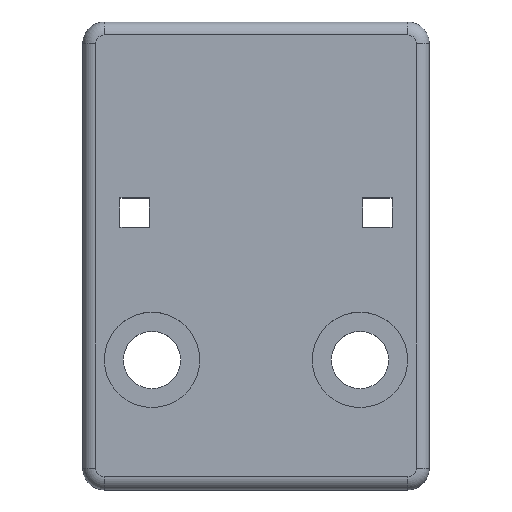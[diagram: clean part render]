
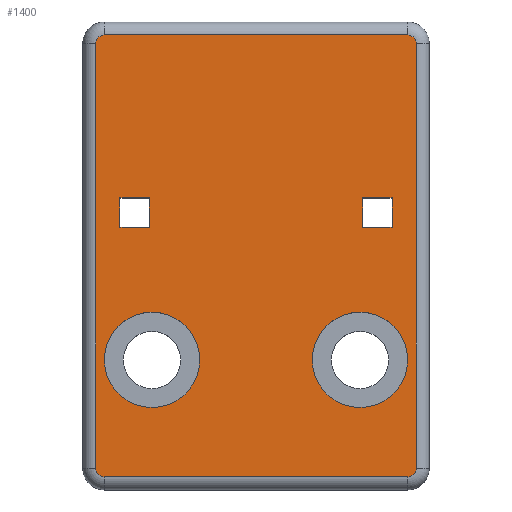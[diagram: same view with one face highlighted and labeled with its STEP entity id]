
A CAD part, top view. The second image highlights one B-rep face of the part: STEP entity #1400.
In plain terms, the highlighted planar face has unit normal (0, 0, 1).
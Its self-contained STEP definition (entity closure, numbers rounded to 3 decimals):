
#1 = EDGE_CURVE ( 'NONE', #3, #7, #648, .T. ) ;
#2 = ORIENTED_EDGE ( 'NONE', *, *, #22, .F. ) ;
#3 = VERTEX_POINT ( 'NONE', #669 ) ;
#4 = ORIENTED_EDGE ( 'NONE', *, *, #1, .F. ) ;
#5 = VERTEX_POINT ( 'NONE', #650 ) ;
#6 = ORIENTED_EDGE ( 'NONE', *, *, #27, .T. ) ;
#7 = VERTEX_POINT ( 'NONE', #671 ) ;
#8 = EDGE_CURVE ( 'NONE', #5, #29, #640, .T. ) ;
#9 = VERTEX_POINT ( 'NONE', #668 ) ;
#10 = EDGE_CURVE ( 'NONE', #1403, #9, #642, .T. ) ;
#12 = ORIENTED_EDGE ( 'NONE', *, *, #90, .F. ) ;
#14 = EDGE_CURVE ( 'NONE', #26, #16, #641, .T. ) ;
#15 = EDGE_CURVE ( 'NONE', #21, #20, #598, .T. ) ;
#16 = VERTEX_POINT ( 'NONE', #602 ) ;
#17 = EDGE_LOOP ( 'NONE', ( #6 ) ) ;
#18 = ORIENTED_EDGE ( 'NONE', *, *, #15, .F. ) ;
#19 = ORIENTED_EDGE ( 'NONE', *, *, #55, .F. ) ;
#20 = VERTEX_POINT ( 'NONE', #599 ) ;
#21 = VERTEX_POINT ( 'NONE', #657 ) ;
#22 = EDGE_CURVE ( 'NONE', #29, #3, #656, .T. ) ;
#23 = ORIENTED_EDGE ( 'NONE', *, *, #24, .T. ) ;
#24 = EDGE_CURVE ( 'NONE', #16, #1403, #560, .T. ) ;
#25 = ORIENTED_EDGE ( 'NONE', *, *, #14, .T. ) ;
#26 = VERTEX_POINT ( 'NONE', #658 ) ;
#27 = EDGE_CURVE ( 'NONE', #1296, #1296, #651, .T. ) ;
#28 = EDGE_CURVE ( 'NONE', #5, #26, #550, .T. ) ;
#29 = VERTEX_POINT ( 'NONE', #549 ) ;
#30 = ORIENTED_EDGE ( 'NONE', *, *, #28, .T. ) ;
#36 = VERTEX_POINT ( 'NONE', #537 ) ;
#55 = EDGE_CURVE ( 'NONE', #36, #85, #491, .T. ) ;
#62 = ORIENTED_EDGE ( 'NONE', *, *, #89, .F. ) ;
#85 = VERTEX_POINT ( 'NONE', #609 ) ;
#89 = EDGE_CURVE ( 'NONE', #20, #36, #504, .T. ) ;
#90 = EDGE_CURVE ( 'NONE', #85, #21, #497, .T. ) ;
#486 = DIRECTION ( 'NONE',  ( -1., 0., 0. ) ) ;
#487 = VECTOR ( 'NONE', #486, 1000. ) ;
#488 = CARTESIAN_POINT ( 'NONE',  ( 12.3, 18.7, 12.5 ) ) ;
#491 = LINE ( 'NONE', #488, #487 ) ;
#494 = DIRECTION ( 'NONE',  ( 0., -1., 0. ) ) ;
#495 = VECTOR ( 'NONE', #494, 1000. ) ;
#496 = CARTESIAN_POINT ( 'NONE',  ( 12.3, 15.3, 12.5 ) ) ;
#497 = LINE ( 'NONE', #496, #495 ) ;
#501 = DIRECTION ( 'NONE',  ( 0., 1., 0. ) ) ;
#502 = VECTOR ( 'NONE', #501, 1000. ) ;
#503 = CARTESIAN_POINT ( 'NONE',  ( 15.7, 15.3, 12.5 ) ) ;
#504 = LINE ( 'NONE', #503, #502 ) ;
#537 = CARTESIAN_POINT ( 'NONE',  ( 15.7, 18.7, 12.5 ) ) ;
#546 = DIRECTION ( 'NONE',  ( -1., 0., 0. ) ) ;
#547 = VECTOR ( 'NONE', #546, 1000. ) ;
#548 = CARTESIAN_POINT ( 'NONE',  ( 0., 37.5, 12.5 ) ) ;
#549 = CARTESIAN_POINT ( 'NONE',  ( 18.5, 36.5, 12.5 ) ) ;
#550 = LINE ( 'NONE', #548, #547 ) ;
#552 = DIRECTION ( 'NONE',  ( -1., 0., 0. ) ) ;
#553 = DIRECTION ( 'NONE',  ( 0., 0., -1. ) ) ;
#557 = DIRECTION ( 'NONE',  ( 0., -1., 0. ) ) ;
#558 = VECTOR ( 'NONE', #557, 1000. ) ;
#559 = CARTESIAN_POINT ( 'NONE',  ( -18.5, -15., 12.5 ) ) ;
#560 = LINE ( 'NONE', #559, #558 ) ;
#593 = AXIS2_PLACEMENT_3D ( 'NONE', #665, #664, #663 ) ;
#598 = LINE ( 'NONE', #662, #661 ) ;
#599 = CARTESIAN_POINT ( 'NONE',  ( 15.7, 15.3, 12.5 ) ) ;
#600 = DIRECTION ( 'NONE',  ( -1., 0., 0. ) ) ;
#601 = DIRECTION ( 'NONE',  ( 0., 0., 1. ) ) ;
#602 = CARTESIAN_POINT ( 'NONE',  ( -18.5, 36.5, 12.5 ) ) ;
#603 = DIRECTION ( 'NONE',  ( 1., 0., 0. ) ) ;
#604 = DIRECTION ( 'NONE',  ( 0., 0., -1. ) ) ;
#605 = CARTESIAN_POINT ( 'NONE',  ( 17.5, 36.5, 12.5 ) ) ;
#606 = AXIS2_PLACEMENT_3D ( 'NONE', #605, #604, #603 ) ;
#607 = CARTESIAN_POINT ( 'NONE',  ( -17.5, -12.5, 12.5 ) ) ;
#609 = CARTESIAN_POINT ( 'NONE',  ( 12.3, 18.7, 12.5 ) ) ;
#640 = CIRCLE ( 'NONE', #606, 1. ) ;
#641 = CIRCLE ( 'NONE', #593, 1. ) ;
#642 = CIRCLE ( 'NONE', #670, 1. ) ;
#644 = DIRECTION ( 'NONE',  ( 1., 0., 0. ) ) ;
#645 = DIRECTION ( 'NONE',  ( 0., 0., -1. ) ) ;
#646 = CARTESIAN_POINT ( 'NONE',  ( 17.5, -12.5, 12.5 ) ) ;
#647 = AXIS2_PLACEMENT_3D ( 'NONE', #646, #645, #644 ) ;
#648 = CIRCLE ( 'NONE', #647, 1. ) ;
#650 = CARTESIAN_POINT ( 'NONE',  ( 17.5, 37.5, 12.5 ) ) ;
#651 = CIRCLE ( 'NONE', #659, 5.5 ) ;
#652 = CARTESIAN_POINT ( 'NONE',  ( 12., 0., 12.5 ) ) ;
#653 = DIRECTION ( 'NONE',  ( 0., -1., 0. ) ) ;
#654 = VECTOR ( 'NONE', #653, 1000. ) ;
#655 = CARTESIAN_POINT ( 'NONE',  ( 18.5, -15., 12.5 ) ) ;
#656 = LINE ( 'NONE', #655, #654 ) ;
#657 = CARTESIAN_POINT ( 'NONE',  ( 12.3, 15.3, 12.5 ) ) ;
#658 = CARTESIAN_POINT ( 'NONE',  ( -17.5, 37.5, 12.5 ) ) ;
#659 = AXIS2_PLACEMENT_3D ( 'NONE', #652, #553, #552 ) ;
#660 = DIRECTION ( 'NONE',  ( 1., 0., 0. ) ) ;
#661 = VECTOR ( 'NONE', #660, 1000. ) ;
#662 = CARTESIAN_POINT ( 'NONE',  ( 12.3, 15.3, 12.5 ) ) ;
#663 = DIRECTION ( 'NONE',  ( -1., 0., 0. ) ) ;
#664 = DIRECTION ( 'NONE',  ( 0., 0., 1. ) ) ;
#665 = CARTESIAN_POINT ( 'NONE',  ( -17.5, 36.5, 12.5 ) ) ;
#668 = CARTESIAN_POINT ( 'NONE',  ( -17.5, -13.5, 12.5 ) ) ;
#669 = CARTESIAN_POINT ( 'NONE',  ( 18.5, -12.5, 12.5 ) ) ;
#670 = AXIS2_PLACEMENT_3D ( 'NONE', #607, #601, #600 ) ;
#671 = CARTESIAN_POINT ( 'NONE',  ( 17.5, -13.5, 12.5 ) ) ;
#1169 = FACE_OUTER_BOUND ( 'NONE', #1408, .T. ) ;
#1170 = FACE_BOUND ( 'NONE', #17, .T. ) ;
#1191 = VERTEX_POINT ( 'NONE', #1284 ) ;
#1193 = CARTESIAN_POINT ( 'NONE',  ( 6.5, 0., 12.5 ) ) ;
#1195 = DIRECTION ( 'NONE',  ( 1., 0., 0. ) ) ;
#1203 = FACE_BOUND ( 'NONE', #1391, .T. ) ;
#1207 = CARTESIAN_POINT ( 'NONE',  ( -15.7, 15.3, 12.5 ) ) ;
#1213 = DIRECTION ( 'NONE',  ( 0., 0., 1. ) ) ;
#1214 = CIRCLE ( 'NONE', #1222, 5.5 ) ;
#1221 = CARTESIAN_POINT ( 'NONE',  ( -12., 0., 12.5 ) ) ;
#1222 = AXIS2_PLACEMENT_3D ( 'NONE', #1221, #1213, #1270 ) ;
#1223 = FACE_BOUND ( 'NONE', #1402, .T. ) ;
#1224 = VECTOR ( 'NONE', #1195, 1000. ) ;
#1227 = DIRECTION ( 'NONE',  ( 0., -1., 0. ) ) ;
#1229 = DIRECTION ( 'NONE',  ( 1., 0., 0. ) ) ;
#1233 = CARTESIAN_POINT ( 'NONE',  ( -18.5, -12.5, 12.5 ) ) ;
#1234 = CARTESIAN_POINT ( 'NONE',  ( -12.3, 18.7, 12.5 ) ) ;
#1235 = LINE ( 'NONE', #1234, #1224 ) ;
#1236 = DIRECTION ( 'NONE',  ( -1., 0., 0. ) ) ;
#1237 = DIRECTION ( 'NONE',  ( 0., 0., -1. ) ) ;
#1238 = CARTESIAN_POINT ( 'NONE',  ( 0., -15., 12.5 ) ) ;
#1239 = AXIS2_PLACEMENT_3D ( 'NONE', #1238, #1237, #1236 ) ;
#1255 = CARTESIAN_POINT ( 'NONE',  ( -15.7, 18.7, 12.5 ) ) ;
#1256 = DIRECTION ( 'NONE',  ( -1., 0., 0. ) ) ;
#1265 = VECTOR ( 'NONE', #1256, 1000. ) ;
#1266 = CARTESIAN_POINT ( 'NONE',  ( -12.3, 15.3, 12.5 ) ) ;
#1267 = FACE_BOUND ( 'NONE', #1398, .T. ) ;
#1268 = LINE ( 'NONE', #1266, #1265 ) ;
#1269 = PLANE ( 'NONE',  #1239 ) ;
#1270 = DIRECTION ( 'NONE',  ( 1., 0., 0. ) ) ;
#1271 = CARTESIAN_POINT ( 'NONE',  ( -12.3, 15.3, 12.5 ) ) ;
#1284 = CARTESIAN_POINT ( 'NONE',  ( -6.5, 0., 12.5 ) ) ;
#1287 = CARTESIAN_POINT ( 'NONE',  ( -12.3, 18.7, 12.5 ) ) ;
#1288 = VECTOR ( 'NONE', #1227, 1000. ) ;
#1289 = LINE ( 'NONE', #1302, #1301 ) ;
#1296 = VERTEX_POINT ( 'NONE', #1193 ) ;
#1297 = VECTOR ( 'NONE', #1229, 1000. ) ;
#1298 = CARTESIAN_POINT ( 'NONE',  ( 0., -13.5, 12.5 ) ) ;
#1299 = LINE ( 'NONE', #1298, #1297 ) ;
#1300 = DIRECTION ( 'NONE',  ( 0., 1., 0. ) ) ;
#1301 = VECTOR ( 'NONE', #1300, 1000. ) ;
#1302 = CARTESIAN_POINT ( 'NONE',  ( -15.7, 15.3, 12.5 ) ) ;
#1304 = CARTESIAN_POINT ( 'NONE',  ( -12.3, 15.3, 12.5 ) ) ;
#1305 = LINE ( 'NONE', #1304, #1288 ) ;
#1391 = EDGE_LOOP ( 'NONE', ( #1399, #1409, #1412, #1410 ) ) ;
#1392 = ORIENTED_EDGE ( 'NONE', *, *, #10, .T. ) ;
#1393 = VERTEX_POINT ( 'NONE', #1271 ) ;
#1394 = VERTEX_POINT ( 'NONE', #1207 ) ;
#1395 = EDGE_CURVE ( 'NONE', #1191, #1191, #1214, .T. ) ;
#1396 = EDGE_CURVE ( 'NONE', #1393, #1394, #1268, .T. ) ;
#1397 = ORIENTED_EDGE ( 'NONE', *, *, #1395, .F. ) ;
#1398 = EDGE_LOOP ( 'NONE', ( #18, #12, #19, #62 ) ) ;
#1399 = ORIENTED_EDGE ( 'NONE', *, *, #1396, .T. ) ;
#1400 = ADVANCED_FACE ( 'NONE', ( #1223, #1203, #1169, #1170, #1267 ), #1269, .F. ) ;
#1402 = EDGE_LOOP ( 'NONE', ( #1397 ) ) ;
#1403 = VERTEX_POINT ( 'NONE', #1233 ) ;
#1404 = VERTEX_POINT ( 'NONE', #1255 ) ;
#1405 = EDGE_CURVE ( 'NONE', #1394, #1404, #1289, .T. ) ;
#1406 = EDGE_CURVE ( 'NONE', #9, #7, #1299, .T. ) ;
#1407 = ORIENTED_EDGE ( 'NONE', *, *, #1406, .T. ) ;
#1408 = EDGE_LOOP ( 'NONE', ( #1392, #1407, #4, #2, #1414, #30, #25, #23 ) ) ;
#1409 = ORIENTED_EDGE ( 'NONE', *, *, #1405, .T. ) ;
#1410 = ORIENTED_EDGE ( 'NONE', *, *, #1411, .T. ) ;
#1411 = EDGE_CURVE ( 'NONE', #1415, #1393, #1305, .T. ) ;
#1412 = ORIENTED_EDGE ( 'NONE', *, *, #1413, .T. ) ;
#1413 = EDGE_CURVE ( 'NONE', #1404, #1415, #1235, .T. ) ;
#1414 = ORIENTED_EDGE ( 'NONE', *, *, #8, .F. ) ;
#1415 = VERTEX_POINT ( 'NONE', #1287 ) ;
